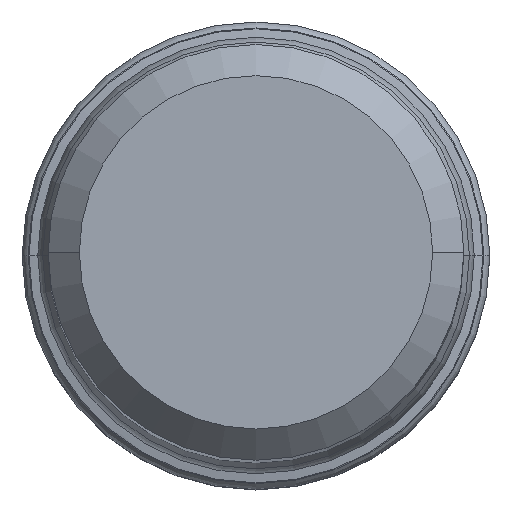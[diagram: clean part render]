
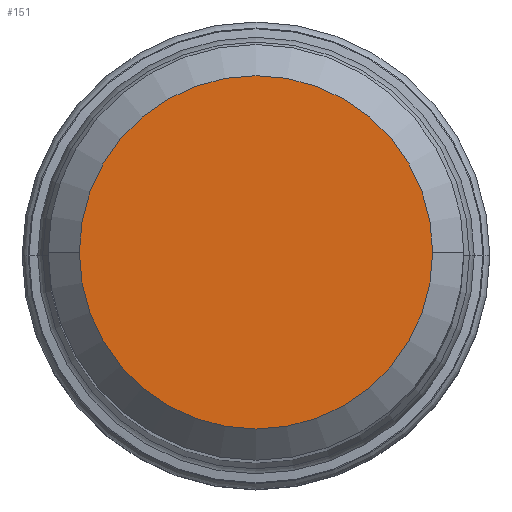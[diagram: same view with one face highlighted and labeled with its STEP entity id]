
A CAD part, top view. The second image highlights one B-rep face of the part: STEP entity #151.
In plain terms, the highlighted planar face has unit normal (0, 0, 1).
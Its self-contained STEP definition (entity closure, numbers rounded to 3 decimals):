
#30=PLANE('',#1202);
#151=ADVANCED_FACE('',(#218),#30,.F.);
#218=FACE_OUTER_BOUND('',#274,.T.);
#274=EDGE_LOOP('',(#493,#494,#495,#496));
#493=ORIENTED_EDGE('',*,*,#749,.F.);
#494=ORIENTED_EDGE('',*,*,#748,.F.);
#495=ORIENTED_EDGE('',*,*,#750,.F.);
#496=ORIENTED_EDGE('',*,*,#751,.F.);
#621=VERTEX_POINT('',#2457);
#622=VERTEX_POINT('',#2459);
#623=VERTEX_POINT('',#2461);
#624=VERTEX_POINT('',#2465);
#748=EDGE_CURVE('',#622,#623,#895,.T.);
#749=EDGE_CURVE('',#623,#621,#896,.T.);
#750=EDGE_CURVE('',#624,#622,#897,.T.);
#751=EDGE_CURVE('',#621,#624,#898,.T.);
#895=CIRCLE('',#1197,6.8);
#896=CIRCLE('',#1198,6.8);
#897=CIRCLE('',#1200,6.8);
#898=CIRCLE('',#1201,6.8);
#1197=AXIS2_PLACEMENT_3D('',#2460,#1493,#1494);
#1198=AXIS2_PLACEMENT_3D('',#2462,#1495,#1496);
#1200=AXIS2_PLACEMENT_3D('',#2464,#1499,#1500);
#1201=AXIS2_PLACEMENT_3D('',#2466,#1501,#1502);
#1202=AXIS2_PLACEMENT_3D('',#2467,#1503,#1504);
#1493=DIRECTION('',(0.,0.,-1.));
#1494=DIRECTION('',(-1.,0.,0.));
#1495=DIRECTION('',(0.,0.,-1.));
#1496=DIRECTION('',(0.,1.,0.));
#1499=DIRECTION('',(0.,0.,-1.));
#1500=DIRECTION('',(0.,-1.,0.));
#1501=DIRECTION('',(0.,0.,-1.));
#1502=DIRECTION('',(1.,0.,0.));
#1503=DIRECTION('',(0.,0.,-1.));
#1504=DIRECTION('',(-1.,0.,0.));
#2457=CARTESIAN_POINT('',(6.8,0.,0.));
#2459=CARTESIAN_POINT('',(-6.8,0.,0.));
#2460=CARTESIAN_POINT('',(0.,0.,0.));
#2461=CARTESIAN_POINT('',(0.,6.8,0.));
#2462=CARTESIAN_POINT('',(0.,0.,0.));
#2464=CARTESIAN_POINT('',(0.,0.,0.));
#2465=CARTESIAN_POINT('',(0.,-6.8,0.));
#2466=CARTESIAN_POINT('',(0.,0.,0.));
#2467=CARTESIAN_POINT('',(0.,0.,0.));
